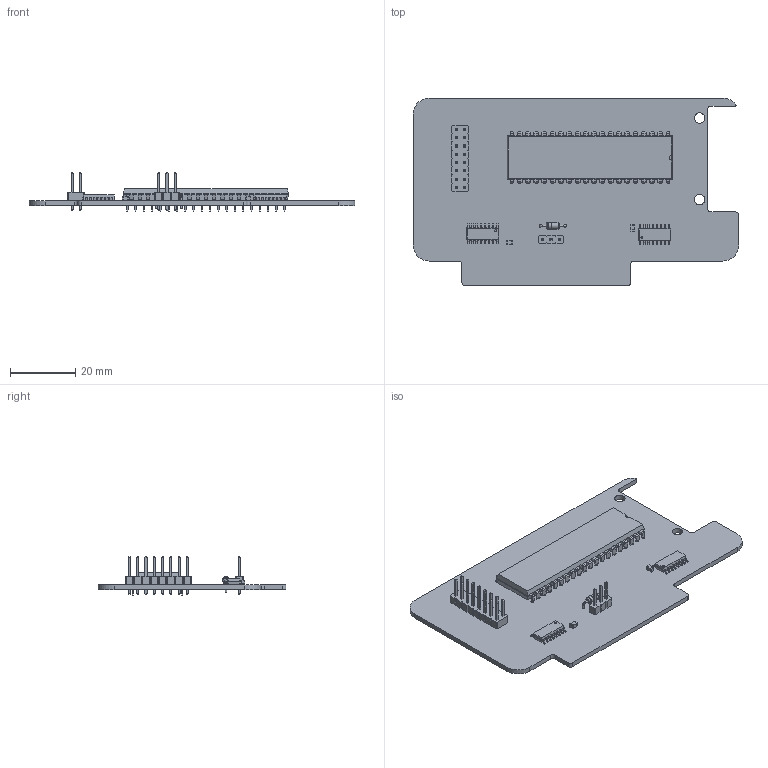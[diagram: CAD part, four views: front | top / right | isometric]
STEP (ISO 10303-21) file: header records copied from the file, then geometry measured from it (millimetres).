
FILE_DESCRIPTION(('KiCad electronic assembly'),'2;1');
FILE_NAME('VGA Card.step','2026-01-28T12:47:41',('Pcbnew'),('Kicad'), 'Open CASCADE STEP processor 7.8','KiCad to STEP converter','Unknown' );
FILE_SCHEMA(('AUTOMOTIVE_DESIGN { 1 0 10303 214 1 1 1 1 }'));
Length unit declared in the file: millimetre
Products named in the file (8): VGA Card 1; PinHeader_2x08_P2.54mm_Vertical; C_0805_2012Metric; SOIC-16_3.9x9.9mm_P1.27mm; DIP-40_W15.24mm; PinHeader_1x03_P2.54mm_Vertical; D_DO-35_SOD27_P7.62mm_Horizontal; VGA Card_PCB
Assembly tree (9 placements, depth 2):
  VGA Card 1
    PinHeader_2x08_P2.54mm_Vertical
    C_0805_2012Metric  x2
    SOIC-16_3.9x9.9mm_P1.27mm  x2
    DIP-40_W15.24mm
    PinHeader_1x03_P2.54mm_Vertical
    D_DO-35_SOD27_P7.62mm_Horizontal
    VGA Card_PCB
Bounding box: 100 x 57.62 x 11.84 mm (x, y, z)
Volume: 10323.2 mm3; surface area: 14300.3 mm2
Topology: 10 solids, 10 shells, 1806 faces, 4750 edges, 3010 vertices
Faces by surface type: plane 1404, cylinder 314, bspline 84, torus 4
Full cylindrical faces by diameter (mm): 0.5 x3, 0.8 x42, 1 x19, 2 x2, 2.02 x1, 3.2 x2
Entity records: 56538 total; most frequent: CARTESIAN_POINT 8527, ORIENTED_EDGE 7914, DIRECTION 7305, EDGE_CURVE 3957, LINE 3429, VECTOR 3429, VERTEX_POINT 2505, AXIS2_PLACEMENT_3D 1938
